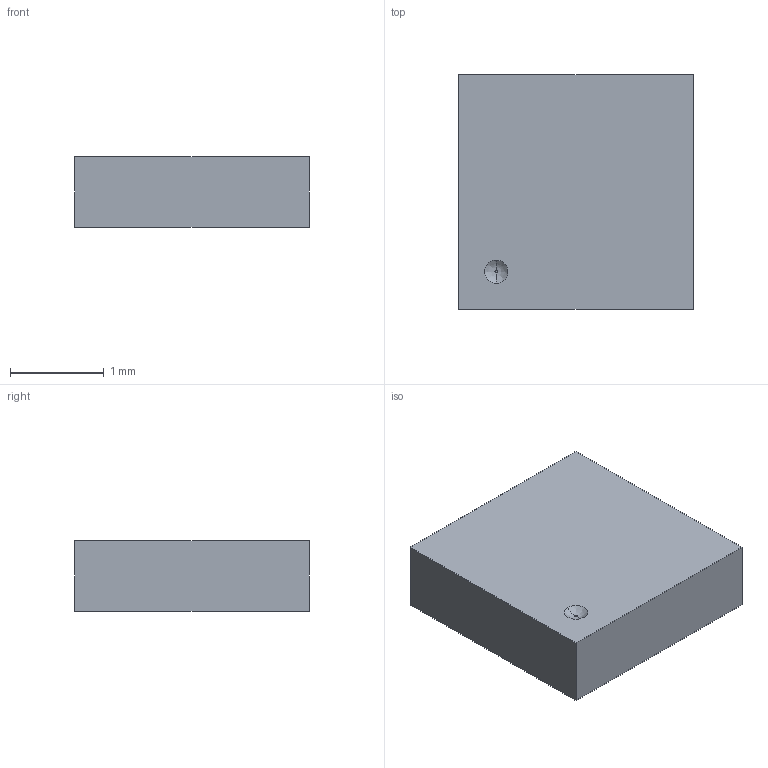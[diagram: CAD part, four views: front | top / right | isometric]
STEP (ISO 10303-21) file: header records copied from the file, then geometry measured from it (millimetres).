
FILE_DESCRIPTION((''),'2;1');
FILE_NAME('C-G-MRCO-017','2019-02-08T02:31:05',('workeradm'),('TE Connectivity Ltd.'),'CREO PARAMETRIC BY PTC INC, 2018190','CREO PARAMETRIC BY PTC INC, 2018190','');
FILE_SCHEMA(('AUTOMOTIVE_DESIGN { 1 0 10303 214 1 1 1 1 }'));
Length unit declared in the file: millimetre
Products named in the file (1): C-G-MRCO-017
Bounding box: 2.5 x 2.5 x 0.75 mm (x, y, z)
Volume: 4.7 mm3; surface area: 20 mm2
Topology: 1 solids, 1 shells, 9 faces, 18 edges, 12 vertices
Faces by surface type: plane 7, bspline 2
Entity records: 332 total; most frequent: CARTESIAN_POINT 105, ORIENTED_EDGE 36, DIRECTION 34, EDGE_CURVE 18, VECTOR 12, LINE 12, VERTEX_POINT 12, AXIS2_PLACEMENT_3D 11
